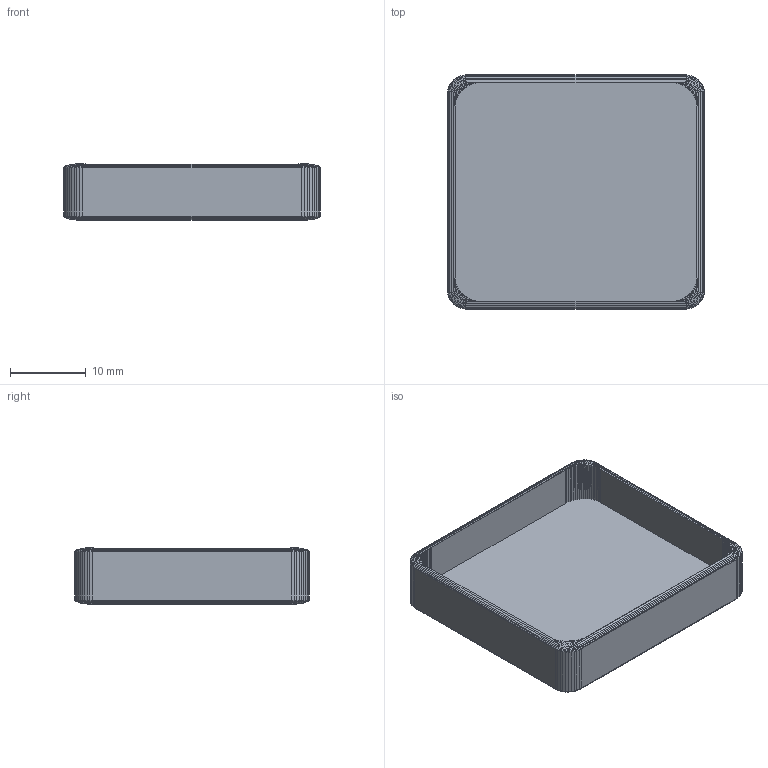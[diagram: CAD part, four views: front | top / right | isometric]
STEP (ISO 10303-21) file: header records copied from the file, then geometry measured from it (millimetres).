
FILE_DESCRIPTION(/* description */ (''),/* implementation_level */ '2;1');
FILE_NAME(/* name */ 'GoPro_Cap_Lens.stp',/* time_stamp */ '2019-02-06T14:13:23+01:00',/* author */ ('l0086'),/* organization */ (''),/* preprocessor_version */ 'ST-DEVELOPER v17',/* originating_system */ 'Autodesk Inventor 2019',/* authorisation */ '');
FILE_SCHEMA (('AUTOMOTIVE_DESIGN { 1 0 10303 214 3 1 1 }'));
Length unit declared in the file: millimetre
Products named in the file (1): GoPro_Cap_Lens
Bounding box: 34 x 31 x 7.48 mm (x, y, z)
Surface area: 3565.9 mm2 (no closed solid volume)
Topology: 0 solids, 1 shells, 1944 faces, 3050 edges, 1112 vertices
Faces by surface type: plane 1944
Entity records: 41068 total; most frequent: DIRECTION 6932, CARTESIAN_POINT 6099, ORIENTED_EDGE 6068, LINE 3042, VECTOR 3042, EDGE_CURVE 3042, STYLED_ITEM 1952, AXIS2_PLACEMENT_3D 1945
